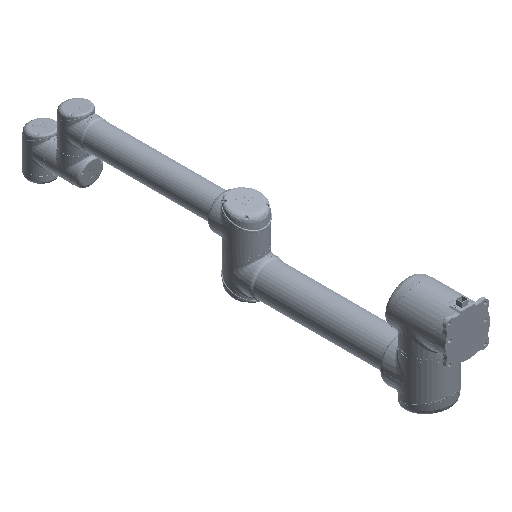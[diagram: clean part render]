
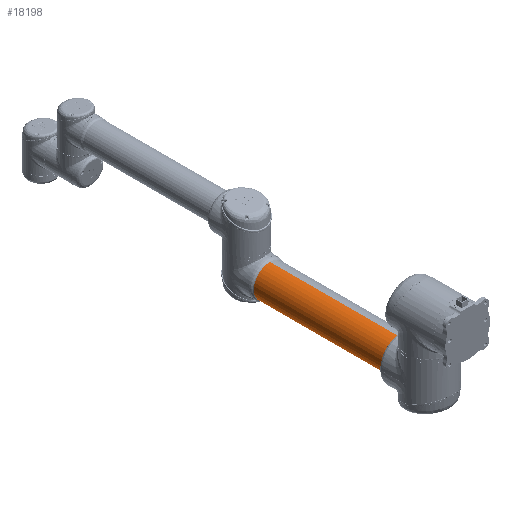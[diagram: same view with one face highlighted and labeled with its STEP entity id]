
A CAD part, isometric view. The second image highlights one B-rep face of the part: STEP entity #18198.
In plain terms, the highlighted cylindrical face has radius 54 mm (diameter 108 mm), a partial arc.
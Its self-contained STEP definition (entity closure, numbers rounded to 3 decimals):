
#16161 = EDGE_CURVE ( 'NONE', #26286, #26282, #208677, .T. ) ;
#16272 = EDGE_CURVE ( 'NONE', #26308, #26318, #208848, .T. ) ;
#16278 = EDGE_CURVE ( 'NONE', #26318, #26286, #226486, .T. ) ;
#16283 = EDGE_CURVE ( 'NONE', #26308, #26282, #226577, .T. ) ;
#18198 = ADVANCED_FACE ( 'NONE', ( #304389 ), #304466, .T. ) ;
#26282 = VERTEX_POINT ( 'NONE', #103307 ) ;
#26286 = VERTEX_POINT ( 'NONE', #103317 ) ;
#26308 = VERTEX_POINT ( 'NONE', #103364 ) ;
#26318 = VERTEX_POINT ( 'NONE', #103388 ) ;
#35597 = ORIENTED_EDGE ( 'NONE', *, *, #16272, .T. ) ;
#35600 = ORIENTED_EDGE ( 'NONE', *, *, #16278, .T. ) ;
#35602 = ORIENTED_EDGE ( 'NONE', *, *, #16161, .T. ) ;
#35603 = ORIENTED_EDGE ( 'NONE', *, *, #16283, .F. ) ;
#103307 = CARTESIAN_POINT ( 'NONE',  ( 0., 455.25, -54. ) ) ;
#103317 = CARTESIAN_POINT ( 'NONE',  ( 0., 455.25, 54. ) ) ;
#103364 = CARTESIAN_POINT ( 'NONE',  ( 0., 20.55, -54. ) ) ;
#103388 = CARTESIAN_POINT ( 'NONE',  ( 0., 20.55, 54. ) ) ;
#208677 = CIRCLE ( 'NONE', #208718, 54. ) ;
#208718 = AXIS2_PLACEMENT_3D ( 'NONE', #226053, #226058, #226065 ) ;
#208848 = CIRCLE ( 'NONE', #208873, 54. ) ;
#208870 = VECTOR ( 'NONE', #226574, 1000. ) ;
#208873 = AXIS2_PLACEMENT_3D ( 'NONE', #226559, #226563, #226568 ) ;
#208877 = VECTOR ( 'NONE', #226593, 1000. ) ;
#226053 = CARTESIAN_POINT ( 'NONE',  ( 0., 455.25, 0. ) ) ;
#226058 = DIRECTION ( 'NONE',  ( 0., -1., 0. ) ) ;
#226065 = DIRECTION ( 'NONE',  ( 0., 0., -1. ) ) ;
#226486 = LINE ( 'NONE', #226531, #208870 ) ;
#226531 = CARTESIAN_POINT ( 'NONE',  ( 0., 6.8, 54. ) ) ;
#226559 = CARTESIAN_POINT ( 'NONE',  ( 0., 20.55, 0. ) ) ;
#226563 = DIRECTION ( 'NONE',  ( 0., 1., 0. ) ) ;
#226568 = DIRECTION ( 'NONE',  ( 0., 0., -1. ) ) ;
#226574 = DIRECTION ( 'NONE',  ( 0., 1., 0. ) ) ;
#226577 = LINE ( 'NONE', #226588, #208877 ) ;
#226588 = CARTESIAN_POINT ( 'NONE',  ( 0., 6.8, -54. ) ) ;
#226593 = DIRECTION ( 'NONE',  ( 0., 1., 0. ) ) ;
#304389 = FACE_OUTER_BOUND ( 'NONE', #315867, .T. ) ;
#304466 = CYLINDRICAL_SURFACE ( 'NONE', #306572, 54. ) ;
#304470 = CARTESIAN_POINT ( 'NONE',  ( 0., 6.8, 0. ) ) ;
#304512 = DIRECTION ( 'NONE',  ( 0., 1., 0. ) ) ;
#304515 = DIRECTION ( 'NONE',  ( 0., 0., -1. ) ) ;
#306572 = AXIS2_PLACEMENT_3D ( 'NONE', #304470, #304512, #304515 ) ;
#315867 = EDGE_LOOP ( 'NONE', ( #35597, #35600, #35602, #35603 ) ) ;
